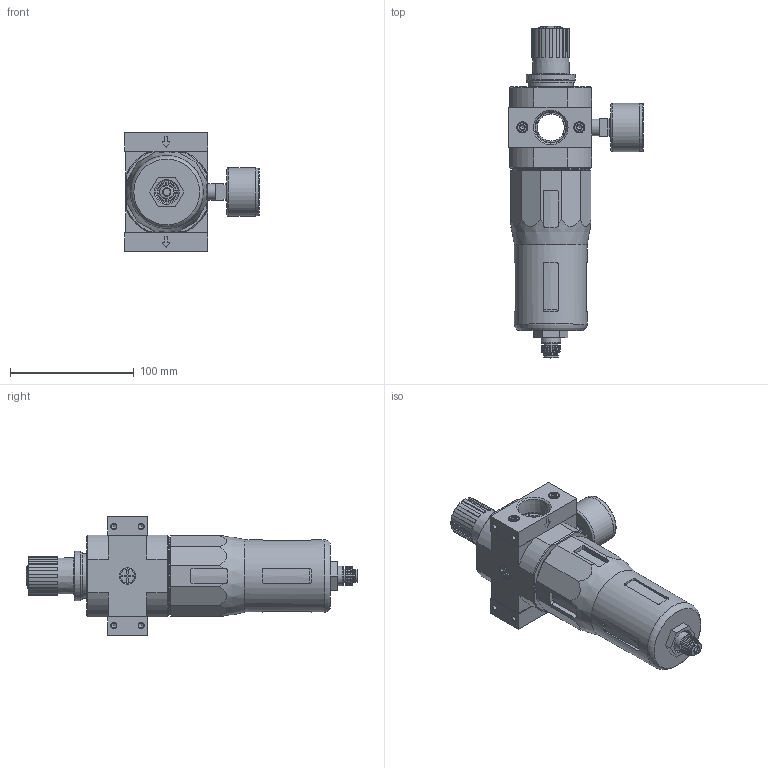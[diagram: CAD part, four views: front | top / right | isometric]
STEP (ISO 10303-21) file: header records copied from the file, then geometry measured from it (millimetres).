
FILE_DESCRIPTION(/* description */ ('STEP AP214'),/* implementation_level */ '2;1');
FILE_NAME(/* name */ '173809_LFR-3_4-D-5M-MAXI-A-NPT',/* time_stamp */ '2024-09-04T14:44:30+02:00',/* author */ ('License CC BY-ND 4.0'),/* organization */ ('CADENAS'),/* preprocessor_version */ 'ST-DEVELOPER v19.3',/* originating_system */ 'PARTsolutions',/* authorisation */ ' ');
FILE_SCHEMA (('AUTOMOTIVE_DESIGN {1 0 10303 214 3 1 1}'));
Length unit declared in the file: millimetre
Products named in the file (9): 173809 LFR-3/4-D-5M-MAXI-A-NPT---(0); 127318 LFR-D-5M-MAXI-A--(0); 8003639 PAGN-40-16-G14; 714676 PBL-3/4-D-MAXI-NPT-R--P1; DIN-912 - M5x20(F); 714674 PBL-3/4-D-MAXI-NPT-L--P1; 398011 LRVS-D-MINI; 125696 LR/LFR-D-MAXI; 526489 MS4-LFR-V
Assembly tree (11 placements, depth 2):
  173809 LFR-3/4-D-5M-MAXI-A-NPT---(0)
    127318 LFR-D-5M-MAXI-A--(0)
    8003639 PAGN-40-16-G14
    714676 PBL-3/4-D-MAXI-NPT-R--P1
    DIN-912 - M5x20(F)  x4
    714674 PBL-3/4-D-MAXI-NPT-L--P1
    398011 LRVS-D-MINI
    125696 LR/LFR-D-MAXI
    526489 MS4-LFR-V
Bounding box: 108.95 x 268.22 x 96 mm (x, y, z)
Volume: 743029.9 mm3; surface area: 96093.3 mm2
Topology: 11 solids, 12 shells, 580 faces, 1386 edges, 876 vertices
Faces by surface type: plane 309, cylinder 125, cone 104, torus 37, sphere 5
Full cylindrical faces by diameter (mm): 2 x1, 4.134 x8, 4.2 x1, 5 x4, 5.3 x4, 6 x1, 8.5 x4, 8.7 x1, 9 x4, 9.5 x1, 11 x2, 11.4 x1, 11.445 x2, 11.6 x1, 11.8 x1, 13.157 x2, 15.8 x1, 18 x1, 22 x1, 24.9 x1, 26.9 x1, 30 x2, 34.16 x1, 34.376 x1, 36 x1, 38.5 x1, 38.7 x1, 39 x1, 39.8 x1, 58.8 x1
Entity records: 16824 total; most frequent: CARTESIAN_POINT 3007, DIRECTION 2328, ORIENTED_EDGE 2132, EDGE_CURVE 1066, AXIS2_PLACEMENT_3D 924, VERTEX_POINT 773, FACE_BOUND 705, EDGE_LOOP 696
